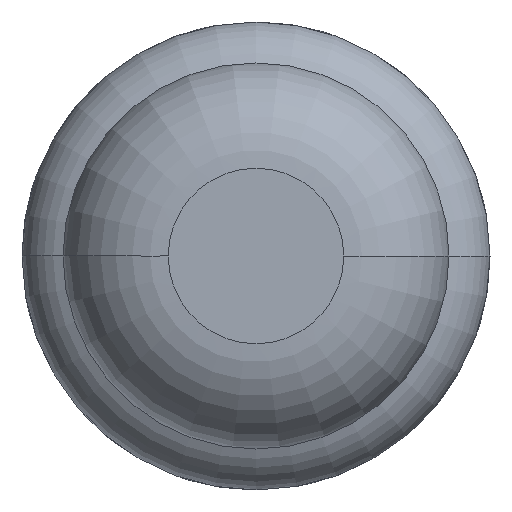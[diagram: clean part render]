
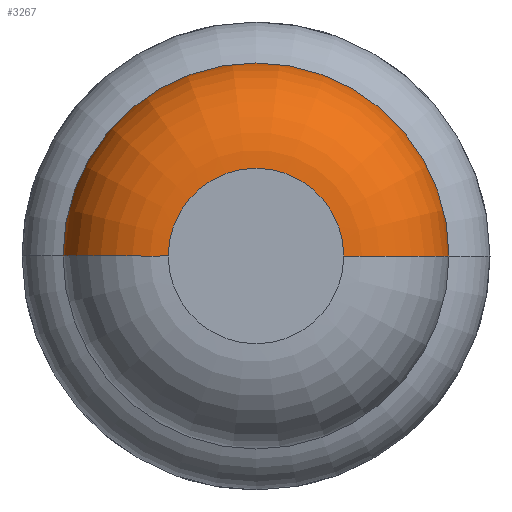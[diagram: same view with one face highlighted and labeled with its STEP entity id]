
A CAD part, front view. The second image highlights one B-rep face of the part: STEP entity #3267.
In plain terms, the highlighted toroidal (fillet/blend) face has major radius 0.375 mm and minor radius 0.45 mm.
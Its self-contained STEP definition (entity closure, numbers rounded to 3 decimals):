
#381 = AXIS2_PLACEMENT_3D ( 'NONE', #2308, #3157, #2700 ) ;
#857 = AXIS2_PLACEMENT_3D ( 'NONE', #5245, #3894, #1376 ) ;
#926 = ORIENTED_EDGE ( 'NONE', *, *, #3369, .T. ) ;
#1105 = ORIENTED_EDGE ( 'NONE', *, *, #4318, .F. ) ;
#1207 = DIRECTION ( 'NONE',  ( 0., -1., 0. ) ) ;
#1210 = AXIS2_PLACEMENT_3D ( 'NONE', #5279, #2236, #3616 ) ;
#1231 = CARTESIAN_POINT ( 'NONE',  ( -0.825, -31.55, 0. ) ) ;
#1376 = DIRECTION ( 'NONE',  ( -1., 0., 0. ) ) ;
#1490 = CIRCLE ( 'NONE', #381, 0.45 ) ;
#1506 = FACE_OUTER_BOUND ( 'NONE', #2213, .T. ) ;
#2124 = DIRECTION ( 'NONE',  ( 0., -1., 0. ) ) ;
#2159 = ORIENTED_EDGE ( 'NONE', *, *, #4397, .T. ) ;
#2213 = EDGE_LOOP ( 'NONE', ( #926, #2159, #4055, #1105 ) ) ;
#2236 = DIRECTION ( 'NONE',  ( 0., -1., 0. ) ) ;
#2308 = CARTESIAN_POINT ( 'NONE',  ( -0.375, -31.55, 0. ) ) ;
#2523 = TOROIDAL_SURFACE ( 'NONE', #5551, 0.375, 0.45 ) ;
#2564 = DIRECTION ( 'NONE',  ( 1., 0., 0. ) ) ;
#2700 = DIRECTION ( 'NONE',  ( 1., 0., 0. ) ) ;
#2907 = DIRECTION ( 'NONE',  ( 1., 0., 0. ) ) ;
#3064 = VERTEX_POINT ( 'NONE', #4981 ) ;
#3157 = DIRECTION ( 'NONE',  ( 0., 0., 1. ) ) ;
#3193 = CIRCLE ( 'NONE', #1210, 0.375 ) ;
#3267 = ADVANCED_FACE ( 'Defeature ausgef�hrt1_7', ( #1506 ), #2523, .T. ) ;
#3369 = EDGE_CURVE ( 'Defeature ausgef�hrt1_7+Defeature ausgef�hrt1_8+Defeature ausgef�hrt1_8+Defeature ausgef�hrt1_8', #3064, #4759, #4623, .T. ) ;
#3384 = CARTESIAN_POINT ( 'NONE',  ( 0., -31.55, 0. ) ) ;
#3449 = CARTESIAN_POINT ( 'NONE',  ( 0.375, -32., 0. ) ) ;
#3475 = CIRCLE ( 'NONE', #857, 0.45 ) ;
#3616 = DIRECTION ( 'NONE',  ( 1., 0., 0. ) ) ;
#3894 = DIRECTION ( 'NONE',  ( 0., 0., -1. ) ) ;
#4055 = ORIENTED_EDGE ( 'NONE', *, *, #4351, .F. ) ;
#4318 = EDGE_CURVE ( 'NONE', #3064, #4807, #3475, .T. ) ;
#4351 = EDGE_CURVE ( 'Defeature ausgef�hrt1_6+Defeature ausgef�hrt1_7+Defeature ausgef�hrt1_7+Defeature ausgef�hrt1_7', #4807, #4625, #3193, .T. ) ;
#4397 = EDGE_CURVE ( 'NONE', #4759, #4625, #1490, .T. ) ;
#4623 = CIRCLE ( 'NONE', #4742, 0.825 ) ;
#4625 = VERTEX_POINT ( 'NONE', #4653 ) ;
#4653 = CARTESIAN_POINT ( 'NONE',  ( -0.375, -32., 0. ) ) ;
#4721 = CARTESIAN_POINT ( 'NONE',  ( 0., -31.55, 0. ) ) ;
#4742 = AXIS2_PLACEMENT_3D ( 'NONE', #4721, #2124, #2564 ) ;
#4759 = VERTEX_POINT ( 'NONE', #1231 ) ;
#4807 = VERTEX_POINT ( 'NONE', #3449 ) ;
#4981 = CARTESIAN_POINT ( 'NONE',  ( 0.825, -31.55, 0. ) ) ;
#5245 = CARTESIAN_POINT ( 'NONE',  ( 0.375, -31.55, 0. ) ) ;
#5279 = CARTESIAN_POINT ( 'NONE',  ( 0., -32., 0. ) ) ;
#5551 = AXIS2_PLACEMENT_3D ( 'NONE', #3384, #1207, #2907 ) ;
